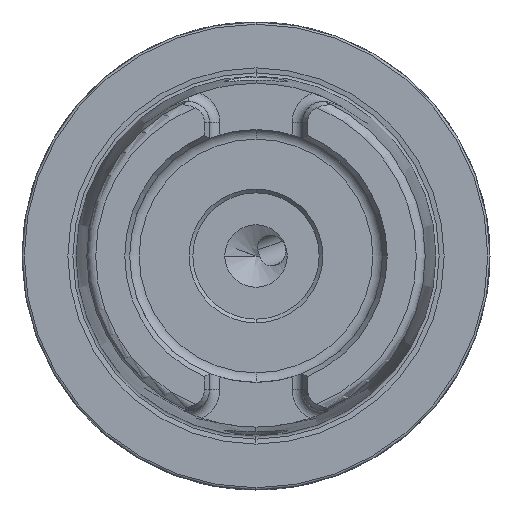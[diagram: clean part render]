
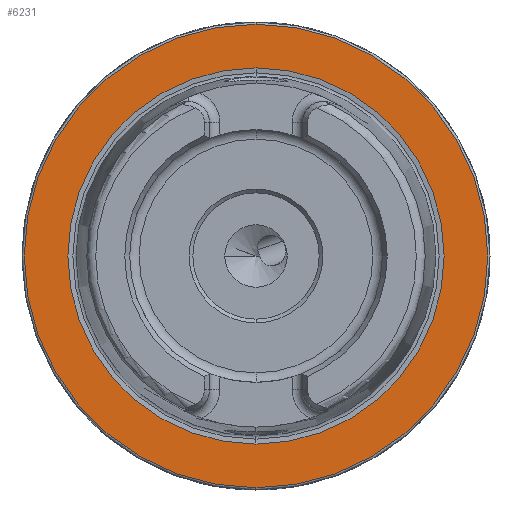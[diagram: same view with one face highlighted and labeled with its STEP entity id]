
A CAD part, left-side view. The second image highlights one B-rep face of the part: STEP entity #6231.
In plain terms, the highlighted planar face has unit normal (-1, 0, 0).
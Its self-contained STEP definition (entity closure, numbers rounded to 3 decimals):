
#1405 = VERTEX_POINT ( 'NONE', #14930 ) ;
#2030 = CIRCLE ( 'NONE', #15201, 25.324 ) ;
#2033 = CIRCLE ( 'NONE', #15202, 31.2 ) ;
#2647 = FACE_BOUND ( 'NONE', #13288, .T. ) ;
#2654 = FACE_OUTER_BOUND ( 'NONE', #13210, .T. ) ;
#3058 = ORIENTED_EDGE ( 'NONE', *, *, #5427, .F. ) ;
#3060 = ORIENTED_EDGE ( 'NONE', *, *, #9036, .F. ) ;
#3062 = ORIENTED_EDGE ( 'NONE', *, *, #9077, .T. ) ;
#3064 = ORIENTED_EDGE ( 'NONE', *, *, #5429, .T. ) ;
#5427 = EDGE_CURVE ( 'NONE', #12910, #12499, #2030, .T. ) ;
#5429 = EDGE_CURVE ( 'NONE', #12854, #1405, #2033, .T. ) ;
#6231 = ADVANCED_FACE ( 'NONE', ( #2647, #2654 ), #10629, .F. ) ;
#6518 = CARTESIAN_POINT ( 'NONE',  ( 0., 0., 0. ) ) ;
#6519 = DIRECTION ( 'NONE',  ( -1., 0., 0. ) ) ;
#6520 = DIRECTION ( 'NONE',  ( 0., 0., 1. ) ) ;
#6845 = CARTESIAN_POINT ( 'NONE',  ( 0., 0., -25.324 ) ) ;
#7317 = CARTESIAN_POINT ( 'NONE',  ( 0., 0., -31.2 ) ) ;
#7371 = CARTESIAN_POINT ( 'NONE',  ( 0., 0., 25.324 ) ) ;
#7656 = AXIS2_PLACEMENT_3D ( 'NONE', #10628, #10634, #10635 ) ;
#8810 = CARTESIAN_POINT ( 'NONE',  ( 0., 0., 0. ) ) ;
#8811 = DIRECTION ( 'NONE',  ( -1., 0., 0. ) ) ;
#8812 = DIRECTION ( 'NONE',  ( 0., 0., 1. ) ) ;
#9036 = EDGE_CURVE ( 'NONE', #12499, #12910, #15974, .T. ) ;
#9077 = EDGE_CURVE ( 'NONE', #1405, #12854, #16024, .T. ) ;
#10628 = CARTESIAN_POINT ( 'NONE',  ( 0., 31.2, 0. ) ) ;
#10629 = PLANE ( 'NONE',  #7656 ) ;
#10634 = DIRECTION ( 'NONE',  ( 1., 0., 0. ) ) ;
#10635 = DIRECTION ( 'NONE',  ( 0., 0., -1. ) ) ;
#11891 = CARTESIAN_POINT ( 'NONE',  ( 0., 0., 0. ) ) ;
#11892 = DIRECTION ( 'NONE',  ( -1., 0., 0. ) ) ;
#11893 = DIRECTION ( 'NONE',  ( 0., 0., 1. ) ) ;
#11894 = CARTESIAN_POINT ( 'NONE',  ( 0., 0., 0. ) ) ;
#11895 = DIRECTION ( 'NONE',  ( -1., 0., 0. ) ) ;
#11896 = DIRECTION ( 'NONE',  ( 0., 0., 1. ) ) ;
#12499 = VERTEX_POINT ( 'NONE', #6845 ) ;
#12854 = VERTEX_POINT ( 'NONE', #7317 ) ;
#12910 = VERTEX_POINT ( 'NONE', #7371 ) ;
#13210 = EDGE_LOOP ( 'NONE', ( #3062, #3064 ) ) ;
#13288 = EDGE_LOOP ( 'NONE', ( #3058, #3060 ) ) ;
#14930 = CARTESIAN_POINT ( 'NONE',  ( 0., 0., 31.2 ) ) ;
#15201 = AXIS2_PLACEMENT_3D ( 'NONE', #11891, #11892, #11893 ) ;
#15202 = AXIS2_PLACEMENT_3D ( 'NONE', #11894, #11895, #11896 ) ;
#15428 = AXIS2_PLACEMENT_3D ( 'NONE', #8810, #8811, #8812 ) ;
#15448 = AXIS2_PLACEMENT_3D ( 'NONE', #6518, #6519, #6520 ) ;
#15974 = CIRCLE ( 'NONE', #15428, 25.324 ) ;
#16024 = CIRCLE ( 'NONE', #15448, 31.2 ) ;
